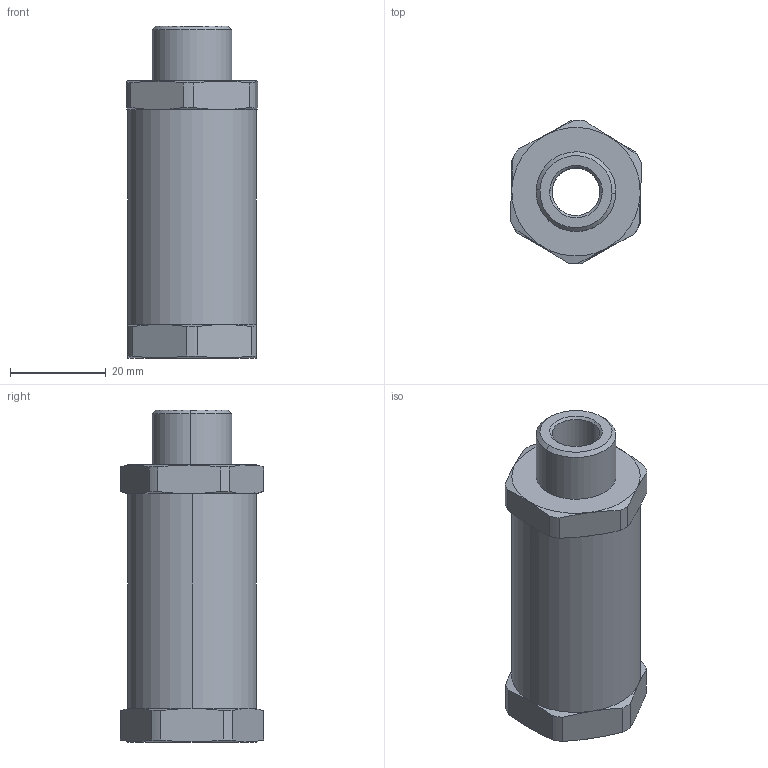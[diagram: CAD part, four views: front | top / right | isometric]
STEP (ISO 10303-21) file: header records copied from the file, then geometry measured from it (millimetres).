
FILE_DESCRIPTION (( 'STEP AP214' ), '1' );
FILE_NAME ('1704849 Hoseguard 3-8 (Webzeichnung).STEP', '2014-11-25T14:51:30', ( 'W8' ), ( '' ), 'SwSTEP 2.0', 'SolidWorks 2014', '' );
FILE_SCHEMA (( 'AUTOMOTIVE_DESIGN' ));
Length unit declared in the file: millimetre
Products named in the file (3): 1704849 Hoseguard 3-8 (Webzeichnung); 1710974 HOSEGUARD NIPPEL BLAU 281A618 3-8_01; 1710972 HOSEGUARD GEHÄUSE BLAU 281A614 3-8_01
Assembly tree (2 placements, depth 2):
  1704849 Hoseguard 3-8 (Webzeichnung)
    1710972 HOSEGUARD GEHÄUSE BLAU 281A614 3-8_01
    1710974 HOSEGUARD NIPPEL BLAU 281A618 3-8_01
Bounding box: 27.59 x 29.99 x 69.5 mm (x, y, z)
Volume: 22697.8 mm3; surface area: 12025 mm2
Topology: 2 solids, 2 shells, 82 faces, 190 edges, 116 vertices
Faces by surface type: cylinder 32, cone 30, plane 20
Entity records: 3045 total; most frequent: CARTESIAN_POINT 529, DIRECTION 414, ORIENTED_EDGE 380, EDGE_CURVE 190, AXIS2_PLACEMENT_3D 173, VERTEX_POINT 116, EDGE_LOOP 90, CIRCLE 86
